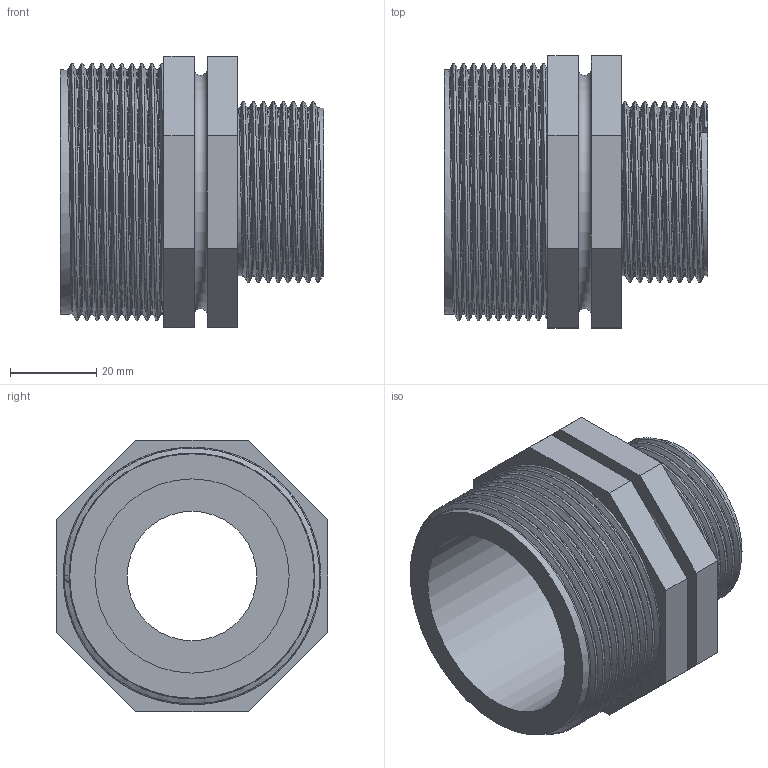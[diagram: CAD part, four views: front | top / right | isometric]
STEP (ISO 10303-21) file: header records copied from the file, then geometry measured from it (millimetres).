
FILE_DESCRIPTION (( 'STEP AP203' ), '1' );
FILE_NAME ('00211_1509.STEP', '2017-06-09T09:12:23', ( '' ), ( '' ), 'SwSTEP 2.0', 'SolidWorks 2011', '' );
FILE_SCHEMA (( 'CONFIG_CONTROL_DESIGN' ));
Length unit declared in the file: millimetre
Products named in the file (1): 00211_1509
Bounding box: 61 x 63 x 63 mm (x, y, z)
Volume: 67735.8 mm3; surface area: 29120.4 mm2
Topology: 1 solids, 1 shells, 54 faces, 140 edges, 91 vertices
Faces by surface type: plane 25, cylinder 13, bspline 10, torus 4, cone 2
Full cylindrical faces by diameter (mm): 30 x1, 45 x1, 56.656 x9
Entity records: 9707 total; most frequent: CARTESIAN_POINT 8671, ORIENTED_EDGE 216, DIRECTION 162, EDGE_CURVE 108, VERTEX_POINT 74, EDGE_LOOP 56, AXIS2_PLACEMENT_3D 54, VECTOR 54
